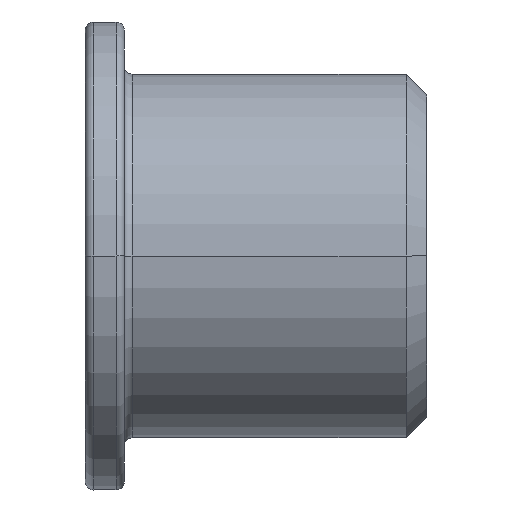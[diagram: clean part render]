
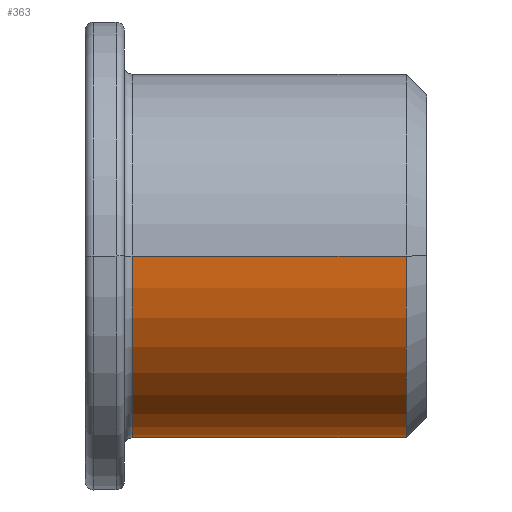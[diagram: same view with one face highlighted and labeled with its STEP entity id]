
A CAD part, left-side view. The second image highlights one B-rep face of the part: STEP entity #363.
In plain terms, the highlighted cylindrical face has radius 4.45 mm (diameter 8.9 mm), a partial arc.
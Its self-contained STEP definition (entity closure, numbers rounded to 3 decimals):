
#11 = ORIENTED_EDGE ( 'NONE', *, *, #78, .T. ) ;
#16 = CARTESIAN_POINT ( 'NONE',  ( 4.45, 0., 7.4 ) ) ;
#24 = EDGE_CURVE ( 'NONE', #35, #631, #640, .T. ) ;
#35 = VERTEX_POINT ( 'NONE', #332 ) ;
#67 = CARTESIAN_POINT ( 'NONE',  ( 0., 0., 0.5 ) ) ;
#72 = CIRCLE ( 'NONE', #569, 4.45 ) ;
#78 = EDGE_CURVE ( 'NONE', #35, #477, #301, .T. ) ;
#85 = CARTESIAN_POINT ( 'NONE',  ( 0., 0., 7.2 ) ) ;
#141 = CARTESIAN_POINT ( 'NONE',  ( 4.45, 0., 0.5 ) ) ;
#184 = DIRECTION ( 'NONE',  ( 0., 0., 1. ) ) ;
#224 = AXIS2_PLACEMENT_3D ( 'NONE', #242, #379, #501 ) ;
#242 = CARTESIAN_POINT ( 'NONE',  ( 0., 0., 7.4 ) ) ;
#245 = CARTESIAN_POINT ( 'NONE',  ( 4.45, 0., 7.2 ) ) ;
#301 = CIRCLE ( 'NONE', #594, 4.45 ) ;
#322 = ORIENTED_EDGE ( 'NONE', *, *, #458, .T. ) ;
#332 = CARTESIAN_POINT ( 'NONE',  ( -4.45, 0., 7.2 ) ) ;
#363 = ADVANCED_FACE ( 'NONE', ( #521 ), #775, .T. ) ;
#379 = DIRECTION ( 'NONE',  ( 0., 0., -1. ) ) ;
#380 = EDGE_LOOP ( 'NONE', ( #11, #503, #322, #468 ) ) ;
#388 = CARTESIAN_POINT ( 'NONE',  ( -4.45, 0., 0.5 ) ) ;
#392 = CARTESIAN_POINT ( 'NONE',  ( -4.45, 0., 7.4 ) ) ;
#402 = VECTOR ( 'NONE', #526, 1000. ) ;
#438 = DIRECTION ( 'NONE',  ( 1., 0., 0. ) ) ;
#458 = EDGE_CURVE ( 'NONE', #699, #631, #72, .T. ) ;
#468 = ORIENTED_EDGE ( 'NONE', *, *, #24, .F. ) ;
#477 = VERTEX_POINT ( 'NONE', #245 ) ;
#488 = VECTOR ( 'NONE', #615, 1000. ) ;
#501 = DIRECTION ( 'NONE',  ( -1., 0., 0. ) ) ;
#503 = ORIENTED_EDGE ( 'NONE', *, *, #695, .T. ) ;
#521 = FACE_OUTER_BOUND ( 'NONE', #380, .T. ) ;
#526 = DIRECTION ( 'NONE',  ( 0., 0., -1. ) ) ;
#569 = AXIS2_PLACEMENT_3D ( 'NONE', #67, #184, #438 ) ;
#580 = LINE ( 'NONE', #16, #402 ) ;
#594 = AXIS2_PLACEMENT_3D ( 'NONE', #85, #652, #661 ) ;
#615 = DIRECTION ( 'NONE',  ( 0., 0., -1. ) ) ;
#631 = VERTEX_POINT ( 'NONE', #388 ) ;
#640 = LINE ( 'NONE', #392, #488 ) ;
#652 = DIRECTION ( 'NONE',  ( 0., 0., -1. ) ) ;
#661 = DIRECTION ( 'NONE',  ( 1., 0., 0. ) ) ;
#695 = EDGE_CURVE ( 'NONE', #477, #699, #580, .T. ) ;
#699 = VERTEX_POINT ( 'NONE', #141 ) ;
#775 = CYLINDRICAL_SURFACE ( 'NONE', #224, 4.45 ) ;
